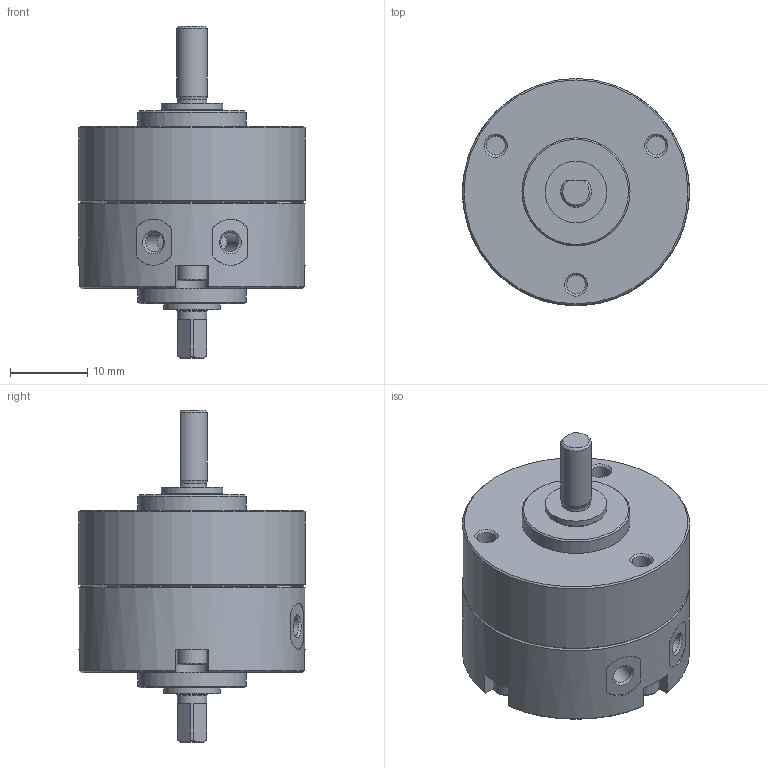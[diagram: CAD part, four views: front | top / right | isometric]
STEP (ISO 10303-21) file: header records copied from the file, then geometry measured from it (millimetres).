
FILE_DESCRIPTION(/* description */ ('STEP AP214'),/* implementation_level */ '2;1');
FILE_NAME(/* name */ '2536483_DRVS-6-90-P-EX4',/* time_stamp */ '2024-08-21T03:18:52+02:00',/* author */ ('License CC BY-ND 4.0'),/* organization */ ('CADENAS'),/* preprocessor_version */ 'ST-DEVELOPER v19.3',/* originating_system */ 'PARTsolutions',/* authorisation */ ' ');
FILE_SCHEMA (('AUTOMOTIVE_DESIGN {1 0 10303 214 3 1 1}'));
Length unit declared in the file: millimetre
Products named in the file (3): 2536483 DRVS-6-90-P-EX4--(0); 2536483 DRVS-6-90-P-EX4_gehaeuse; 2536483 DRVS-6-90-P-EX4--(0)_welle
Assembly tree (2 placements, depth 2):
  2536483 DRVS-6-90-P-EX4--(0)
    2536483 DRVS-6-90-P-EX4_gehaeuse
    2536483 DRVS-6-90-P-EX4--(0)_welle
Bounding box: 29.4 x 29.4 x 43 mm (x, y, z)
Volume: 14483.6 mm3; surface area: 5828.5 mm2
Topology: 2 solids, 2 shells, 154 faces, 341 edges, 220 vertices
Faces by surface type: plane 82, cylinder 39, cone 28, torus 5
Full cylindrical faces by diameter (mm): 1.567 x5, 2.459 x5, 3.8 x5, 4 x4, 7.3 x1, 8 x1, 14 x2, 29.4 x2
Entity records: 4053 total; most frequent: CARTESIAN_POINT 738, DIRECTION 692, ORIENTED_EDGE 572, EDGE_CURVE 286, AXIS2_PLACEMENT_3D 275, FACE_BOUND 233, EDGE_LOOP 232, VERTEX_POINT 213
